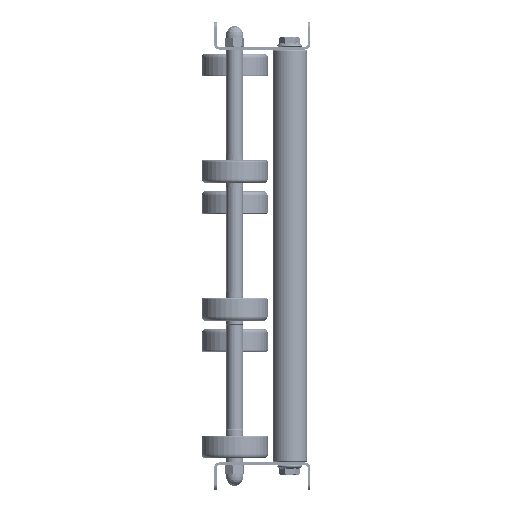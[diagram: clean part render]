
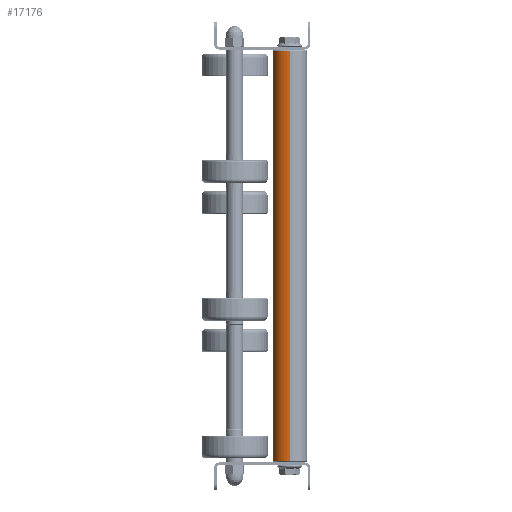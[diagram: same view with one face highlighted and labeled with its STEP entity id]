
A CAD part, left-side view. The second image highlights one B-rep face of the part: STEP entity #17176.
In plain terms, the highlighted cylindrical face has radius 12.5 mm (diameter 25 mm), a partial arc.
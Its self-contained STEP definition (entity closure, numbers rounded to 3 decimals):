
#555 = EDGE_CURVE ( 'NONE', #12301, #24263, #23462, .T. ) ;
#607 = FACE_OUTER_BOUND ( 'NONE', #23853, .T. ) ;
#2045 = DIRECTION ( 'NONE',  ( 0., 0., -1. ) ) ;
#2779 = CARTESIAN_POINT ( 'NONE',  ( 300., 0., 12.5 ) ) ;
#3874 = EDGE_CURVE ( 'NONE', #17494, #12301, #18158, .T. ) ;
#4445 = CARTESIAN_POINT ( 'NONE',  ( 300., 0., 0. ) ) ;
#6603 = DIRECTION ( 'NONE',  ( 0., 0., -1. ) ) ;
#7442 = CARTESIAN_POINT ( 'NONE',  ( 300., 0., -12.5 ) ) ;
#7922 = VERTEX_POINT ( 'NONE', #11249 ) ;
#7953 = CARTESIAN_POINT ( 'NONE',  ( 299., 0., 12.5 ) ) ;
#8099 = VECTOR ( 'NONE', #9032, 1000. ) ;
#8676 = DIRECTION ( 'NONE',  ( 0., 0., 1. ) ) ;
#9032 = DIRECTION ( 'NONE',  ( -1., 0., 0. ) ) ;
#10473 = LINE ( 'NONE', #2779, #14540 ) ;
#10948 = AXIS2_PLACEMENT_3D ( 'NONE', #4445, #12266, #8676 ) ;
#11249 = CARTESIAN_POINT ( 'NONE',  ( 1., 0., 12.5 ) ) ;
#11340 = CIRCLE ( 'NONE', #14309, 12.5 ) ;
#11421 = CARTESIAN_POINT ( 'NONE',  ( 299., 0., -12.5 ) ) ;
#12120 = CARTESIAN_POINT ( 'NONE',  ( 299., 0., 0. ) ) ;
#12266 = DIRECTION ( 'NONE',  ( -1., 0., 0. ) ) ;
#12301 = VERTEX_POINT ( 'NONE', #11421 ) ;
#12821 = CARTESIAN_POINT ( 'NONE',  ( 1., 0., 0. ) ) ;
#14309 = AXIS2_PLACEMENT_3D ( 'NONE', #12821, #20925, #6603 ) ;
#14540 = VECTOR ( 'NONE', #16850, 1000. ) ;
#15852 = ORIENTED_EDGE ( 'NONE', *, *, #3874, .T. ) ;
#16850 = DIRECTION ( 'NONE',  ( -1., 0., 0. ) ) ;
#17176 = ADVANCED_FACE ( 'NONE', ( #607 ), #22346, .T. ) ;
#17494 = VERTEX_POINT ( 'NONE', #7953 ) ;
#17692 = ORIENTED_EDGE ( 'NONE', *, *, #555, .T. ) ;
#18158 = CIRCLE ( 'NONE', #24476, 12.5 ) ;
#20199 = DIRECTION ( 'NONE',  ( -1., 0., 0. ) ) ;
#20214 = EDGE_CURVE ( 'NONE', #24263, #7922, #11340, .T. ) ;
#20925 = DIRECTION ( 'NONE',  ( 1., 0., 0. ) ) ;
#21271 = ORIENTED_EDGE ( 'NONE', *, *, #25346, .F. ) ;
#22346 = CYLINDRICAL_SURFACE ( 'NONE', #10948, 12.5 ) ;
#22921 = ORIENTED_EDGE ( 'NONE', *, *, #20214, .T. ) ;
#23462 = LINE ( 'NONE', #7442, #8099 ) ;
#23853 = EDGE_LOOP ( 'NONE', ( #15852, #17692, #22921, #21271 ) ) ;
#24263 = VERTEX_POINT ( 'NONE', #24735 ) ;
#24476 = AXIS2_PLACEMENT_3D ( 'NONE', #12120, #20199, #2045 ) ;
#24735 = CARTESIAN_POINT ( 'NONE',  ( 1., 0., -12.5 ) ) ;
#25346 = EDGE_CURVE ( 'NONE', #17494, #7922, #10473, .T. ) ;
